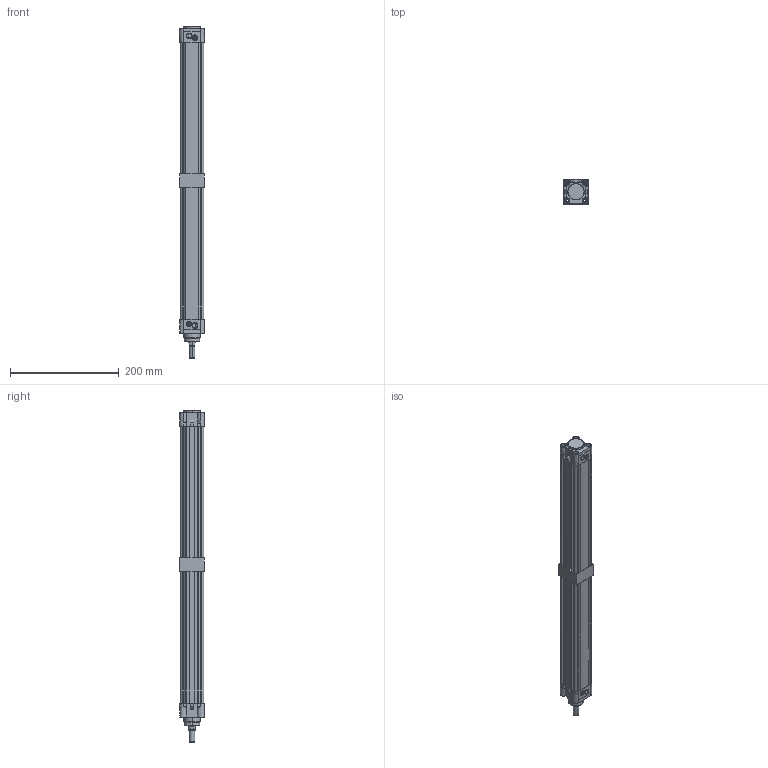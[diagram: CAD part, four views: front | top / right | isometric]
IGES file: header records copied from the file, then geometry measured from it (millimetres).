
Start section: SolidWorks IGES file using analytic representation for surfaces
Global section: file name: 32X200TANDEM.IGS,1; native system: 5HSolidWorks 2017; preprocessor: SolidWorks 2017; author: USER; date: 171226.162748; units: millimetre
Bounding box: 45 x 45 x 609.5 mm (x, y, z)
Surface area: 283809.6 mm2 (no closed solid volume)
Topology: 0 solids, 0 shells, 940 faces, 13426 edges, 13394 vertices
Faces by surface type: revolution 483, bspline 457
